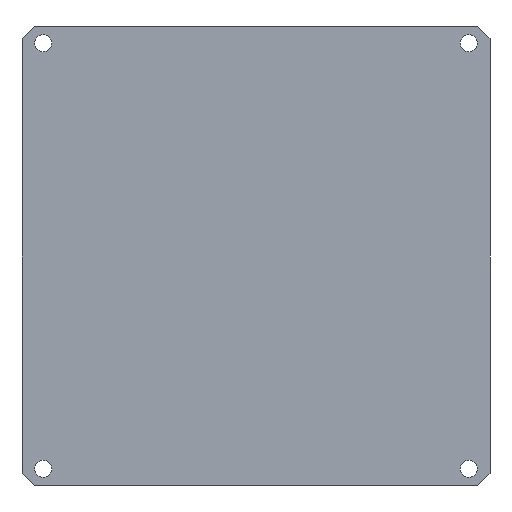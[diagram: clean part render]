
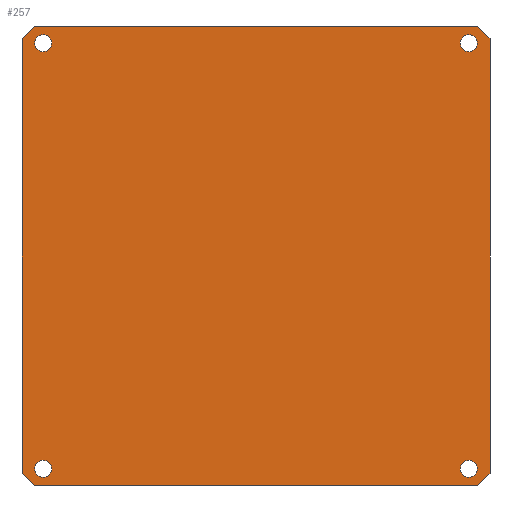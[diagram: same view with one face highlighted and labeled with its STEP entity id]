
A CAD part, front view. The second image highlights one B-rep face of the part: STEP entity #257.
In plain terms, the highlighted planar face has unit normal (0, -1, 0).
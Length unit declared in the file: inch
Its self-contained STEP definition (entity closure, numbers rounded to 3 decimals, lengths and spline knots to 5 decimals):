
#2 = ORIENTED_EDGE ( 'NONE', *, *, #183, .F. ) ;
#4 = DIRECTION ( 'NONE',  ( 0., 0., -1. ) ) ;
#9 = DIRECTION ( 'NONE',  ( -1., 0., 0. ) ) ;
#12 = FACE_BOUND ( 'NONE', #489, .T. ) ;
#13 = ORIENTED_EDGE ( 'NONE', *, *, #529, .F. ) ;
#15 = DIRECTION ( 'NONE',  ( 0., -1., 0. ) ) ;
#22 = DIRECTION ( 'NONE',  ( 0., 0., -1. ) ) ;
#23 = ORIENTED_EDGE ( 'NONE', *, *, #779, .F. ) ;
#25 = CARTESIAN_POINT ( 'NONE',  ( -3.1245, 0., 3. ) ) ;
#27 = LINE ( 'NONE', #711, #676 ) ;
#29 = DIRECTION ( 'NONE',  ( 0., 0., -1. ) ) ;
#30 = VECTOR ( 'NONE', #111, 39.37008 ) ;
#38 = ORIENTED_EDGE ( 'NONE', *, *, #792, .F. ) ;
#40 = EDGE_LOOP ( 'NONE', ( #464, #38 ) ) ;
#45 = LINE ( 'NONE', #483, #343 ) ;
#52 = VERTEX_POINT ( 'NONE', #301 ) ;
#57 = DIRECTION ( 'NONE',  ( 0.707, 0., 0.707 ) ) ;
#71 = VERTEX_POINT ( 'NONE', #481 ) ;
#76 = AXIS2_PLACEMENT_3D ( 'NONE', #769, #406, #29 ) ;
#81 = VERTEX_POINT ( 'NONE', #603 ) ;
#87 = VERTEX_POINT ( 'NONE', #660 ) ;
#89 = AXIS2_PLACEMENT_3D ( 'NONE', #245, #669, #313 ) ;
#91 = DIRECTION ( 'NONE',  ( 0., -1., 0. ) ) ;
#94 = EDGE_CURVE ( 'NONE', #81, #304, #189, .T. ) ;
#105 = EDGE_CURVE ( 'NONE', #407, #156, #358, .T. ) ;
#111 = DIRECTION ( 'NONE',  ( -0.707, 0., -0.707 ) ) ;
#121 = CIRCLE ( 'NONE', #263, 0.125 ) ;
#123 = DIRECTION ( 'NONE',  ( 0., 0., -1. ) ) ;
#136 = EDGE_CURVE ( 'NONE', #81, #435, #45, .T. ) ;
#156 = VERTEX_POINT ( 'NONE', #173 ) ;
#163 = ORIENTED_EDGE ( 'NONE', *, *, #282, .F. ) ;
#173 = CARTESIAN_POINT ( 'NONE',  ( -3.2575, 0., -3.375 ) ) ;
#178 = CARTESIAN_POINT ( 'NONE',  ( 0., 0., 0. ) ) ;
#181 = DIRECTION ( 'NONE',  ( 0., 0., 1. ) ) ;
#183 = EDGE_CURVE ( 'NONE', #52, #714, #417, .T. ) ;
#185 = CARTESIAN_POINT ( 'NONE',  ( -3.4375, 0., 3.195 ) ) ;
#186 = CIRCLE ( 'NONE', #526, 0.125 ) ;
#189 = LINE ( 'NONE', #537, #30 ) ;
#192 = CARTESIAN_POINT ( 'NONE',  ( -3.4375, 0., -3.375 ) ) ;
#215 = ORIENTED_EDGE ( 'NONE', *, *, #269, .F. ) ;
#217 = CARTESIAN_POINT ( 'NONE',  ( 3.1245, 0., -3.25 ) ) ;
#219 = EDGE_LOOP ( 'NONE', ( #23, #240 ) ) ;
#222 = VECTOR ( 'NONE', #57, 39.37008 ) ;
#227 = CIRCLE ( 'NONE', #367, 0.125 ) ;
#229 = EDGE_CURVE ( 'NONE', #556, #767, #713, .T. ) ;
#237 = LINE ( 'NONE', #192, #649 ) ;
#240 = ORIENTED_EDGE ( 'NONE', *, *, #589, .F. ) ;
#245 = CARTESIAN_POINT ( 'NONE',  ( 3.1245, 0., -3.125 ) ) ;
#247 = VERTEX_POINT ( 'NONE', #546 ) ;
#251 = DIRECTION ( 'NONE',  ( 0., 0., -1. ) ) ;
#257 = ADVANCED_FACE ( 'NONE', ( #731, #458, #12, #611, #296 ), #794, .T. ) ;
#263 = AXIS2_PLACEMENT_3D ( 'NONE', #741, #374, #4 ) ;
#266 = CIRCLE ( 'NONE', #384, 0.125 ) ;
#269 = EDGE_CURVE ( 'NONE', #87, #638, #121, .T. ) ;
#278 = VECTOR ( 'NONE', #181, 39.37008 ) ;
#282 = EDGE_CURVE ( 'NONE', #407, #304, #762, .T. ) ;
#285 = CARTESIAN_POINT ( 'NONE',  ( 3.1245, 0., 3. ) ) ;
#289 = CARTESIAN_POINT ( 'NONE',  ( 3.1245, 0., 3.125 ) ) ;
#293 = DIRECTION ( 'NONE',  ( 0., 0., -1. ) ) ;
#296 = FACE_OUTER_BOUND ( 'NONE', #568, .T. ) ;
#301 = CARTESIAN_POINT ( 'NONE',  ( 3.1245, 0., -3. ) ) ;
#302 = ORIENTED_EDGE ( 'NONE', *, *, #229, .T. ) ;
#304 = VERTEX_POINT ( 'NONE', #185 ) ;
#306 = AXIS2_PLACEMENT_3D ( 'NONE', #178, #91, #123 ) ;
#307 = DIRECTION ( 'NONE',  ( 0.707, 0., -0.707 ) ) ;
#311 = CARTESIAN_POINT ( 'NONE',  ( -3.1245, 0., -3.125 ) ) ;
#313 = DIRECTION ( 'NONE',  ( 0., 0., -1. ) ) ;
#318 = CARTESIAN_POINT ( 'NONE',  ( -3.4375, 0., 3.375 ) ) ;
#325 = CARTESIAN_POINT ( 'NONE',  ( 3.31625, 0., 3.31625 ) ) ;
#343 = VECTOR ( 'NONE', #729, 39.37008 ) ;
#346 = DIRECTION ( 'NONE',  ( 0., 0., -1. ) ) ;
#356 = EDGE_CURVE ( 'NONE', #540, #435, #783, .T. ) ;
#358 = LINE ( 'NONE', #726, #404 ) ;
#367 = AXIS2_PLACEMENT_3D ( 'NONE', #289, #707, #346 ) ;
#368 = DIRECTION ( 'NONE',  ( 0., -1., 0. ) ) ;
#369 = EDGE_CURVE ( 'NONE', #556, #156, #237, .T. ) ;
#374 = DIRECTION ( 'NONE',  ( 0., -1., 0. ) ) ;
#384 = AXIS2_PLACEMENT_3D ( 'NONE', #390, #15, #452 ) ;
#390 = CARTESIAN_POINT ( 'NONE',  ( -3.1245, 0., -3.125 ) ) ;
#391 = EDGE_LOOP ( 'NONE', ( #13, #2 ) ) ;
#398 = ORIENTED_EDGE ( 'NONE', *, *, #94, .T. ) ;
#400 = DIRECTION ( 'NONE',  ( 0., -1., 0. ) ) ;
#403 = CARTESIAN_POINT ( 'NONE',  ( 3.2575, 0., -3.375 ) ) ;
#404 = VECTOR ( 'NONE', #307, 39.37008 ) ;
#406 = DIRECTION ( 'NONE',  ( 0., -1., 0. ) ) ;
#407 = VERTEX_POINT ( 'NONE', #565 ) ;
#413 = ORIENTED_EDGE ( 'NONE', *, *, #652, .F. ) ;
#417 = CIRCLE ( 'NONE', #89, 0.125 ) ;
#419 = EDGE_CURVE ( 'NONE', #247, #71, #266, .T. ) ;
#435 = VERTEX_POINT ( 'NONE', #685 ) ;
#436 = CARTESIAN_POINT ( 'NONE',  ( -3.1245, 0., 3.125 ) ) ;
#452 = DIRECTION ( 'NONE',  ( 0., 0., -1. ) ) ;
#458 = FACE_BOUND ( 'NONE', #391, .T. ) ;
#464 = ORIENTED_EDGE ( 'NONE', *, *, #419, .F. ) ;
#481 = CARTESIAN_POINT ( 'NONE',  ( -3.1245, 0., -3. ) ) ;
#483 = CARTESIAN_POINT ( 'NONE',  ( -3.4375, 0., 3.375 ) ) ;
#489 = EDGE_LOOP ( 'NONE', ( #413, #215 ) ) ;
#503 = ORIENTED_EDGE ( 'NONE', *, *, #356, .T. ) ;
#516 = CARTESIAN_POINT ( 'NONE',  ( -3.1245, 0., 3.25 ) ) ;
#526 = AXIS2_PLACEMENT_3D ( 'NONE', #311, #732, #251 ) ;
#529 = EDGE_CURVE ( 'NONE', #714, #52, #594, .T. ) ;
#537 = CARTESIAN_POINT ( 'NONE',  ( -3.31625, 0., 3.31625 ) ) ;
#540 = VERTEX_POINT ( 'NONE', #696 ) ;
#546 = CARTESIAN_POINT ( 'NONE',  ( -3.1245, 0., -3.25 ) ) ;
#556 = VERTEX_POINT ( 'NONE', #403 ) ;
#557 = VERTEX_POINT ( 'NONE', #25 ) ;
#558 = DIRECTION ( 'NONE',  ( -0.707, 0., 0.707 ) ) ;
#565 = CARTESIAN_POINT ( 'NONE',  ( -3.4375, 0., -3.195 ) ) ;
#568 = EDGE_LOOP ( 'NONE', ( #163, #646, #667, #302, #758, #503, #765, #398 ) ) ;
#571 = AXIS2_PLACEMENT_3D ( 'NONE', #436, #368, #791 ) ;
#588 = CARTESIAN_POINT ( 'NONE',  ( 3.4375, 0., -3.195 ) ) ;
#589 = EDGE_CURVE ( 'NONE', #632, #557, #738, .T. ) ;
#594 = CIRCLE ( 'NONE', #753, 0.125 ) ;
#603 = CARTESIAN_POINT ( 'NONE',  ( -3.2575, 0., 3.375 ) ) ;
#611 = FACE_BOUND ( 'NONE', #219, .T. ) ;
#632 = VERTEX_POINT ( 'NONE', #516 ) ;
#638 = VERTEX_POINT ( 'NONE', #285 ) ;
#642 = VECTOR ( 'NONE', #558, 39.37008 ) ;
#646 = ORIENTED_EDGE ( 'NONE', *, *, #105, .T. ) ;
#649 = VECTOR ( 'NONE', #9, 39.37008 ) ;
#652 = EDGE_CURVE ( 'NONE', #638, #87, #227, .T. ) ;
#656 = CIRCLE ( 'NONE', #571, 0.125 ) ;
#660 = CARTESIAN_POINT ( 'NONE',  ( 3.1245, 0., 3.25 ) ) ;
#667 = ORIENTED_EDGE ( 'NONE', *, *, #369, .F. ) ;
#669 = DIRECTION ( 'NONE',  ( 0., -1., 0. ) ) ;
#676 = VECTOR ( 'NONE', #293, 39.37008 ) ;
#685 = CARTESIAN_POINT ( 'NONE',  ( 3.2575, 0., 3.375 ) ) ;
#696 = CARTESIAN_POINT ( 'NONE',  ( 3.4375, 0., 3.195 ) ) ;
#707 = DIRECTION ( 'NONE',  ( 0., -1., 0. ) ) ;
#711 = CARTESIAN_POINT ( 'NONE',  ( 3.4375, 0., 3.375 ) ) ;
#713 = LINE ( 'NONE', #734, #222 ) ;
#714 = VERTEX_POINT ( 'NONE', #217 ) ;
#726 = CARTESIAN_POINT ( 'NONE',  ( -3.31625, 0., -3.31625 ) ) ;
#729 = DIRECTION ( 'NONE',  ( 1., 0., 0. ) ) ;
#731 = FACE_BOUND ( 'NONE', #40, .T. ) ;
#732 = DIRECTION ( 'NONE',  ( 0., -1., 0. ) ) ;
#734 = CARTESIAN_POINT ( 'NONE',  ( 3.31625, 0., -3.31625 ) ) ;
#738 = CIRCLE ( 'NONE', #76, 0.125 ) ;
#741 = CARTESIAN_POINT ( 'NONE',  ( 3.1245, 0., 3.125 ) ) ;
#753 = AXIS2_PLACEMENT_3D ( 'NONE', #764, #400, #22 ) ;
#758 = ORIENTED_EDGE ( 'NONE', *, *, #759, .F. ) ;
#759 = EDGE_CURVE ( 'NONE', #540, #767, #27, .T. ) ;
#762 = LINE ( 'NONE', #318, #278 ) ;
#764 = CARTESIAN_POINT ( 'NONE',  ( 3.1245, 0., -3.125 ) ) ;
#765 = ORIENTED_EDGE ( 'NONE', *, *, #136, .F. ) ;
#767 = VERTEX_POINT ( 'NONE', #588 ) ;
#769 = CARTESIAN_POINT ( 'NONE',  ( -3.1245, 0., 3.125 ) ) ;
#779 = EDGE_CURVE ( 'NONE', #557, #632, #656, .T. ) ;
#783 = LINE ( 'NONE', #325, #642 ) ;
#791 = DIRECTION ( 'NONE',  ( 0., 0., -1. ) ) ;
#792 = EDGE_CURVE ( 'NONE', #71, #247, #186, .T. ) ;
#794 = PLANE ( 'NONE',  #306 ) ;
